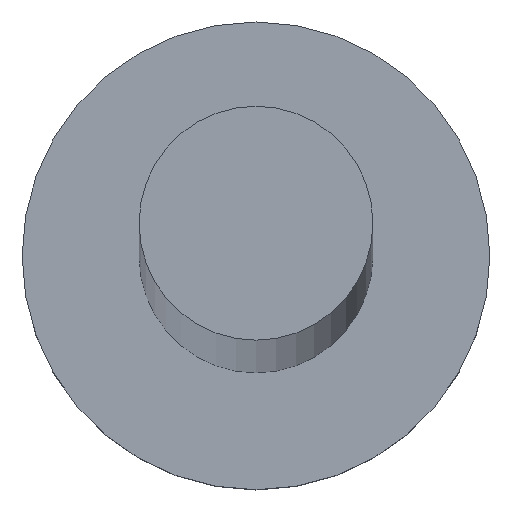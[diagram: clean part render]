
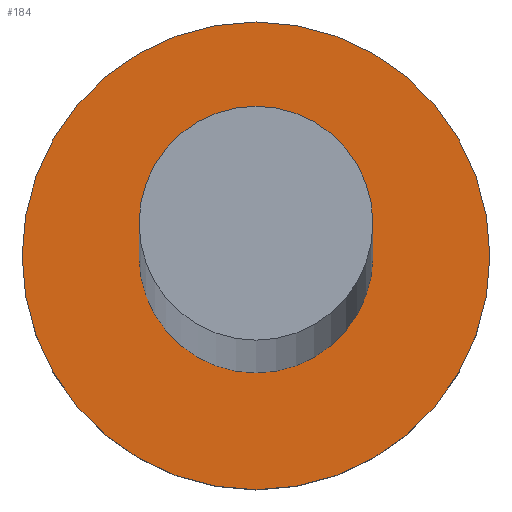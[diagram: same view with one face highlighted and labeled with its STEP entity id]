
A CAD part, top view. The second image highlights one B-rep face of the part: STEP entity #184.
In plain terms, the highlighted planar face has unit normal (0, 0, 1).
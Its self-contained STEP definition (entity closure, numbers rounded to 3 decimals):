
#5 = VERTEX_POINT ( 'NONE', #223 ) ;
#9 = CARTESIAN_POINT ( 'NONE',  ( 0., 0., 3. ) ) ;
#10 = VERTEX_POINT ( 'NONE', #206 ) ;
#12 = PLANE ( 'NONE',  #250 ) ;
#21 = EDGE_CURVE ( 'NONE', #5, #159, #234, .T. ) ;
#23 = AXIS2_PLACEMENT_3D ( 'NONE', #107, #241, #181 ) ;
#24 = EDGE_CURVE ( 'NONE', #159, #5, #121, .T. ) ;
#26 = CARTESIAN_POINT ( 'NONE',  ( 0., 0., 3. ) ) ;
#31 = CARTESIAN_POINT ( 'NONE',  ( 2.5, 0., 3. ) ) ;
#34 = DIRECTION ( 'NONE',  ( 1., 0., 0. ) ) ;
#49 = EDGE_LOOP ( 'NONE', ( #92, #72 ) ) ;
#66 = EDGE_CURVE ( 'NONE', #87, #10, #102, .T. ) ;
#69 = DIRECTION ( 'NONE',  ( 0., 0., 1. ) ) ;
#72 = ORIENTED_EDGE ( 'NONE', *, *, #21, .T. ) ;
#75 = CIRCLE ( 'NONE', #218, 2.5 ) ;
#76 = DIRECTION ( 'NONE',  ( 0., 0., 1. ) ) ;
#87 = VERTEX_POINT ( 'NONE', #31 ) ;
#92 = ORIENTED_EDGE ( 'NONE', *, *, #24, .T. ) ;
#93 = CARTESIAN_POINT ( 'NONE',  ( 0., 0., 3. ) ) ;
#94 = AXIS2_PLACEMENT_3D ( 'NONE', #178, #157, #244 ) ;
#95 = EDGE_LOOP ( 'NONE', ( #215, #209 ) ) ;
#102 = CIRCLE ( 'NONE', #94, 2.5 ) ;
#107 = CARTESIAN_POINT ( 'NONE',  ( 0., 0., 3. ) ) ;
#109 = CARTESIAN_POINT ( 'NONE',  ( -5., 0., 3. ) ) ;
#111 = FACE_BOUND ( 'NONE', #95, .T. ) ;
#114 = DIRECTION ( 'NONE',  ( 1., 0., 0. ) ) ;
#116 = DIRECTION ( 'NONE',  ( 1., 0., 0. ) ) ;
#121 = CIRCLE ( 'NONE', #23, 5. ) ;
#147 = FACE_OUTER_BOUND ( 'NONE', #49, .T. ) ;
#153 = EDGE_CURVE ( 'NONE', #10, #87, #75, .T. ) ;
#157 = DIRECTION ( 'NONE',  ( 0., 0., 1. ) ) ;
#159 = VERTEX_POINT ( 'NONE', #109 ) ;
#161 = DIRECTION ( 'NONE',  ( 0., 0., 1. ) ) ;
#178 = CARTESIAN_POINT ( 'NONE',  ( 0., 0., 3. ) ) ;
#181 = DIRECTION ( 'NONE',  ( 1., 0., 0. ) ) ;
#184 = ADVANCED_FACE ( 'NONE', ( #111, #147 ), #12, .T. ) ;
#193 = AXIS2_PLACEMENT_3D ( 'NONE', #26, #76, #34 ) ;
#206 = CARTESIAN_POINT ( 'NONE',  ( -2.5, 0., 3. ) ) ;
#209 = ORIENTED_EDGE ( 'NONE', *, *, #66, .F. ) ;
#215 = ORIENTED_EDGE ( 'NONE', *, *, #153, .F. ) ;
#218 = AXIS2_PLACEMENT_3D ( 'NONE', #9, #69, #114 ) ;
#223 = CARTESIAN_POINT ( 'NONE',  ( 5., 0., 3. ) ) ;
#234 = CIRCLE ( 'NONE', #193, 5. ) ;
#241 = DIRECTION ( 'NONE',  ( 0., 0., 1. ) ) ;
#244 = DIRECTION ( 'NONE',  ( 1., 0., 0. ) ) ;
#250 = AXIS2_PLACEMENT_3D ( 'NONE', #93, #161, #116 ) ;
